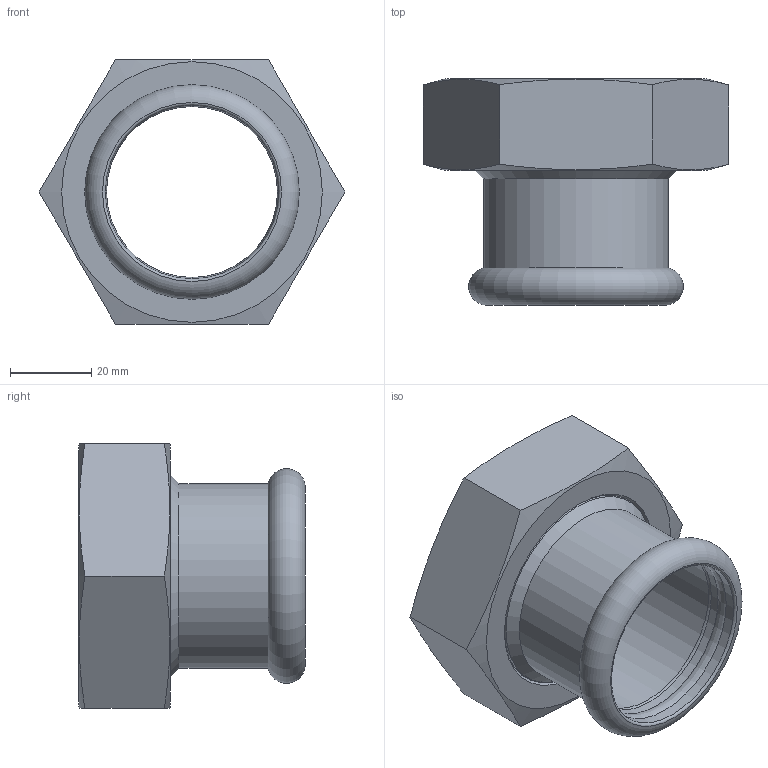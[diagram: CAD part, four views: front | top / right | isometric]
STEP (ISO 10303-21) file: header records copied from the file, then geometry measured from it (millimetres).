
FILE_DESCRIPTION(/* description */ ('MANICOTTO CON DADO 42x2"'),/* implementation_level */ '2;1');
FILE_NAME(/* name */ '383042012_Steelpres.stp',/* time_stamp */ '2022-10-21T16:07:44+02:00',/* author */ ('Vault'),/* organization */ ('Raccorderie metalliche s.p.a. '),/* preprocessor_version */ 'ST-DEVELOPER v18.1',/* originating_system */ 'Autodesk Inventor 2020',/* authorisation */ 'Raccorderie metalliche s.p.a. ');
FILE_SCHEMA (('AUTOMOTIVE_DESIGN { 1 0 10303 214 3 1 1 }'));
Length unit declared in the file: millimetre
Products named in the file (1): 383042012_Steelpres
Bounding box: 75.06 x 55.61 x 65 mm (x, y, z)
Volume: 46785.3 mm3; surface area: 27782.7 mm2
Topology: 2 solids, 2 shells, 45 faces, 122 edges, 84 vertices
Faces by surface type: plane 15, cylinder 12, cone 9, torus 9
Full cylindrical faces by diameter (mm): 42 x2, 42.4 x1, 42.7 x2, 45.4 x1, 50 x2, 50.5 x1, 53 x1, 56 x1, 57 x1
Entity records: 1515 total; most frequent: DIRECTION 281, CARTESIAN_POINT 280, ORIENTED_EDGE 244, AXIS2_PLACEMENT_3D 127, EDGE_CURVE 122, VERTEX_POINT 84, CIRCLE 81, EDGE_LOOP 52
